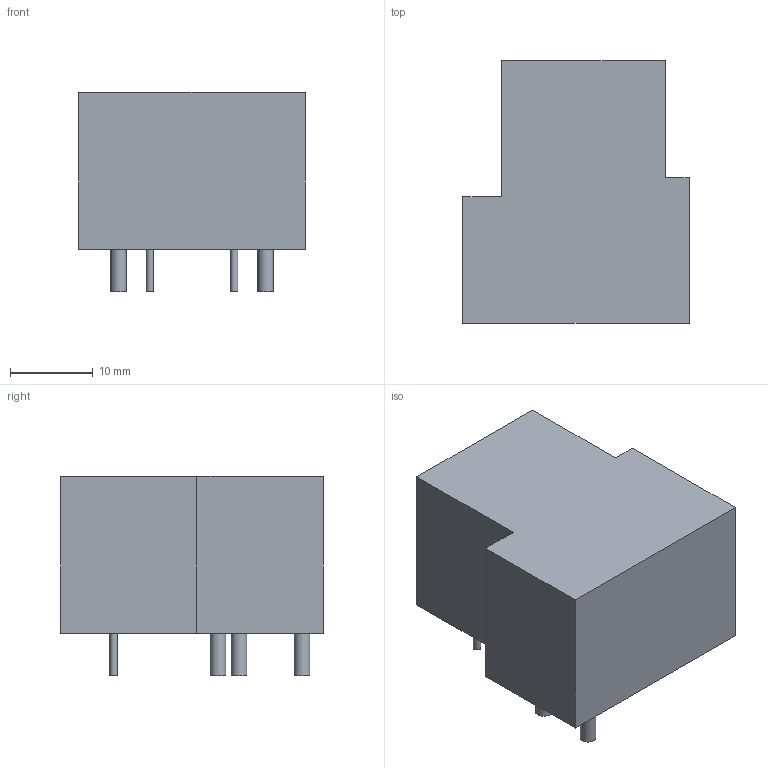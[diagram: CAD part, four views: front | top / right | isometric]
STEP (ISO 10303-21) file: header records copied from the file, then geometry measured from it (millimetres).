
FILE_DESCRIPTION(('FreeCAD Model'),'2;1');
FILE_NAME('1858051.1.4.stp','2020-04-10T18:09:47',( 'Author'),(''),'Open CASCADE STEP processor 6.9','FreeCAD','Unknown' );
FILE_SCHEMA(('AUTOMOTIVE_DESIGN { 1 0 10303 214 1 1 1 1 }'));
Length unit declared in the file: millimetre
Products named in the file (3): ASSEMBLY; Body; Leads
Assembly tree (6 placements, depth 2):
  ASSEMBLY
    Body
    Leads  x5
Bounding box: 27.4 x 31.8 x 24.1 mm (x, y, z)
Volume: 14548.6 mm3; surface area: 4453.4 mm2
Topology: 26 solids, 26 shells, 85 faces, 99 edges, 66 vertices
Faces by surface type: plane 60, cylinder 25
Full cylindrical faces by diameter (mm): 0.9 x10, 1.9 x15
Entity records: 1196 total; most frequent: DIRECTION 191, CARTESIAN_POINT 175, LINE 97, VECTOR 97, ORIENTED_EDGE 78, PCURVE 78, DEFINITIONAL_REPRESENTATION 78, AXIS2_PLACEMENT_3D 42
